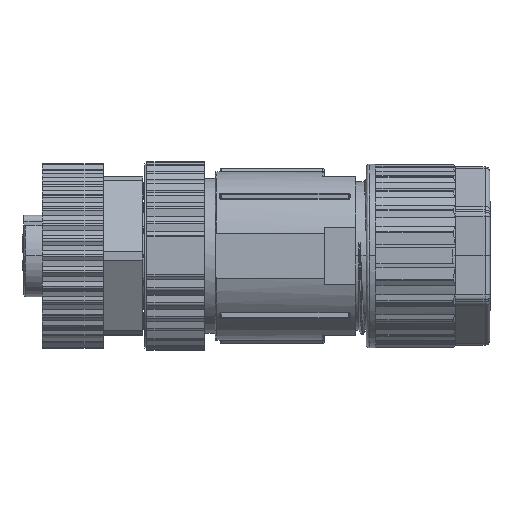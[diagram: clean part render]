
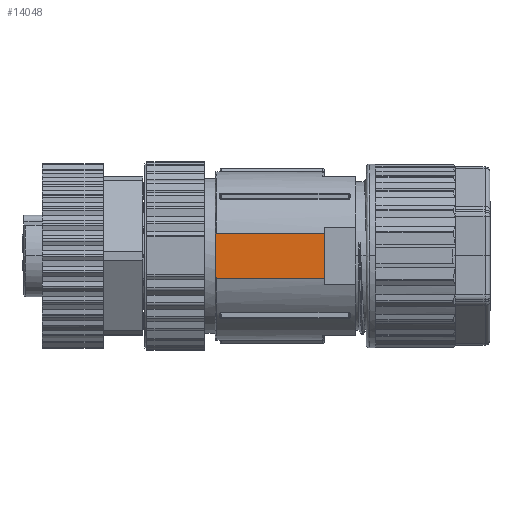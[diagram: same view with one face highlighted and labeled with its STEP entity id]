
A CAD part, top view. The second image highlights one B-rep face of the part: STEP entity #14048.
In plain terms, the highlighted planar face has unit normal (0, 0, 1).
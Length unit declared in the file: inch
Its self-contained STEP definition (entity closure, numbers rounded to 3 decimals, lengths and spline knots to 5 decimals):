
#710 = VERTEX_POINT ( 'NONE', #16328 ) ;
#6231 = ORIENTED_EDGE ( 'NONE', *, *, #75758, .T. ) ;
#6532 = DIRECTION ( 'NONE',  ( -1., 0., 0. ) ) ;
#6597 = EDGE_CURVE ( 'NONE', #710, #47321, #17153, .T. ) ;
#7389 = CARTESIAN_POINT ( 'NONE',  ( 0.51449, 0.08741, 0.32283 ) ) ;
#7913 = CARTESIAN_POINT ( 'NONE',  ( 0.5135, 0.08545, 0.32283 ) ) ;
#8877 = CARTESIAN_POINT ( 'NONE',  ( 0.51575, -0.08812, 0.32283 ) ) ;
#9393 = CARTESIAN_POINT ( 'NONE',  ( 0.51448, -0.0874, 0.32283 ) ) ;
#10437 = CARTESIAN_POINT ( 'NONE',  ( 0.51499, -0.08812, 0.32283 ) ) ;
#10585 = ORIENTED_EDGE ( 'NONE', *, *, #11850, .F. ) ;
#11482 = CARTESIAN_POINT ( 'NONE',  ( 0.51375, -0.08612, 0.32283 ) ) ;
#11850 = EDGE_CURVE ( 'NONE', #26208, #101943, #80800, .T. ) ;
#13881 = VECTOR ( 'NONE', #103657, 39.37008 ) ;
#14048 = ADVANCED_FACE ( 'NONE', ( #89717 ), #40128, .T. ) ;
#16168 = VECTOR ( 'NONE', #6532, 39.37008 ) ;
#16328 = CARTESIAN_POINT ( 'NONE',  ( 0.51575, -0.08812, 0.32283 ) ) ;
#16804 = DIRECTION ( 'NONE',  ( 0., -1., 0. ) ) ;
#17153 = B_SPLINE_CURVE_WITH_KNOTS ( 'NONE', 3,
 ( #8877, #10437, #9393, #11482, #99658, #73771, #75357, #49519, #50042, #43174 ),
 .UNSPECIFIED., .F., .F.,
 ( 4, 2, 2, 2, 4 ),
 ( 0., 0.00006, 0.00011, 0.00023, 0.00045 ),
 .UNSPECIFIED. ) ;
#18733 = CARTESIAN_POINT ( 'NONE',  ( 0.51575, 0.08812, 0.32283 ) ) ;
#20399 = CARTESIAN_POINT ( 'NONE',  ( 0.94488, -0.13583, 0.32283 ) ) ;
#26208 = VERTEX_POINT ( 'NONE', #100322 ) ;
#28229 = LINE ( 'NONE', #37698, #16168 ) ;
#28662 = EDGE_CURVE ( 'NONE', #26208, #47321, #55917, .T. ) ;
#28992 = VERTEX_POINT ( 'NONE', #96423 ) ;
#35632 = VERTEX_POINT ( 'NONE', #94659 ) ;
#37422 = EDGE_CURVE ( 'NONE', #28992, #710, #96266, .T. ) ;
#37698 = CARTESIAN_POINT ( 'NONE',  ( 0.51181, 0.08812, 0.32283 ) ) ;
#38014 = CARTESIAN_POINT ( 'NONE',  ( 0.51376, 0.08615, 0.32283 ) ) ;
#40128 = PLANE ( 'NONE',  #44711 ) ;
#43174 = CARTESIAN_POINT ( 'NONE',  ( 0.51181, -0.07174, 0.32283 ) ) ;
#44711 = AXIS2_PLACEMENT_3D ( 'NONE', #55440, #96092, #97630 ) ;
#47321 = VERTEX_POINT ( 'NONE', #72407 ) ;
#48042 = CARTESIAN_POINT ( 'NONE',  ( 0.51181, 0.07466, 0.32283 ) ) ;
#48622 = VECTOR ( 'NONE', #52585, 39.37008 ) ;
#49519 = CARTESIAN_POINT ( 'NONE',  ( 0.51195, -0.07757, 0.32283 ) ) ;
#50042 = CARTESIAN_POINT ( 'NONE',  ( 0.51181, -0.07466, 0.32283 ) ) ;
#52585 = DIRECTION ( 'NONE',  ( 0., 1., 0. ) ) ;
#54668 = LINE ( 'NONE', #20399, #48622 ) ;
#54831 = EDGE_LOOP ( 'NONE', ( #74428, #6231, #10585, #99013, #90835, #78824 ) ) ;
#55440 = CARTESIAN_POINT ( 'NONE',  ( 0.51181, -0.13583, 0.32283 ) ) ;
#55917 = LINE ( 'NONE', #88109, #70564 ) ;
#70564 = VECTOR ( 'NONE', #16804, 39.37008 ) ;
#71259 = CARTESIAN_POINT ( 'NONE',  ( 0.51195, 0.07758, 0.32283 ) ) ;
#71790 = CARTESIAN_POINT ( 'NONE',  ( 0.51284, 0.08336, 0.32283 ) ) ;
#72303 = CARTESIAN_POINT ( 'NONE',  ( 0.51575, 0.08812, 0.32283 ) ) ;
#72407 = CARTESIAN_POINT ( 'NONE',  ( 0.51181, -0.07174, 0.32283 ) ) ;
#73771 = CARTESIAN_POINT ( 'NONE',  ( 0.51283, -0.08333, 0.32283 ) ) ;
#74428 = ORIENTED_EDGE ( 'NONE', *, *, #83659, .T. ) ;
#75357 = CARTESIAN_POINT ( 'NONE',  ( 0.51256, -0.08189, 0.32283 ) ) ;
#75758 = EDGE_CURVE ( 'NONE', #35632, #101943, #28229, .T. ) ;
#78824 = ORIENTED_EDGE ( 'NONE', *, *, #37422, .F. ) ;
#80241 = CARTESIAN_POINT ( 'NONE',  ( 0.51257, 0.08192, 0.32283 ) ) ;
#80800 = B_SPLINE_CURVE_WITH_KNOTS ( 'NONE', 3,
 ( #102943, #48042, #71259, #80241, #71790, #7913, #38014, #7389, #87102, #72303 ),
 .UNSPECIFIED., .F., .F.,
 ( 4, 2, 2, 2, 4 ),
 ( 0., 0.00022, 0.00033, 0.00039, 0.00044 ),
 .UNSPECIFIED. ) ;
#83659 = EDGE_CURVE ( 'NONE', #28992, #35632, #54668, .T. ) ;
#87102 = CARTESIAN_POINT ( 'NONE',  ( 0.515, 0.08812, 0.32283 ) ) ;
#88109 = CARTESIAN_POINT ( 'NONE',  ( 0.51181, -0.13583, 0.32283 ) ) ;
#89717 = FACE_OUTER_BOUND ( 'NONE', #54831, .T. ) ;
#90835 = ORIENTED_EDGE ( 'NONE', *, *, #6597, .F. ) ;
#94659 = CARTESIAN_POINT ( 'NONE',  ( 0.94488, 0.08812, 0.32283 ) ) ;
#96092 = DIRECTION ( 'NONE',  ( 0., 0., 1. ) ) ;
#96266 = LINE ( 'NONE', #96776, #13881 ) ;
#96423 = CARTESIAN_POINT ( 'NONE',  ( 0.94488, -0.08812, 0.32283 ) ) ;
#96776 = CARTESIAN_POINT ( 'NONE',  ( 0.21654, -0.08812, 0.32283 ) ) ;
#97630 = DIRECTION ( 'NONE',  ( 1., 0., 0. ) ) ;
#99013 = ORIENTED_EDGE ( 'NONE', *, *, #28662, .T. ) ;
#99658 = CARTESIAN_POINT ( 'NONE',  ( 0.51349, -0.08543, 0.32283 ) ) ;
#100322 = CARTESIAN_POINT ( 'NONE',  ( 0.51181, 0.07174, 0.32283 ) ) ;
#101943 = VERTEX_POINT ( 'NONE', #18733 ) ;
#102943 = CARTESIAN_POINT ( 'NONE',  ( 0.51181, 0.07174, 0.32283 ) ) ;
#103657 = DIRECTION ( 'NONE',  ( -1., 0., 0. ) ) ;
